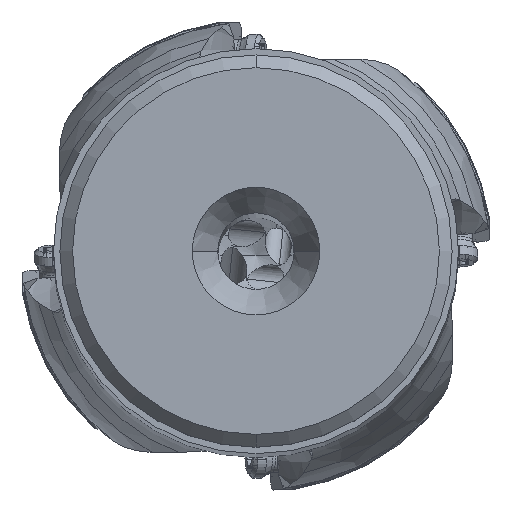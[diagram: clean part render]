
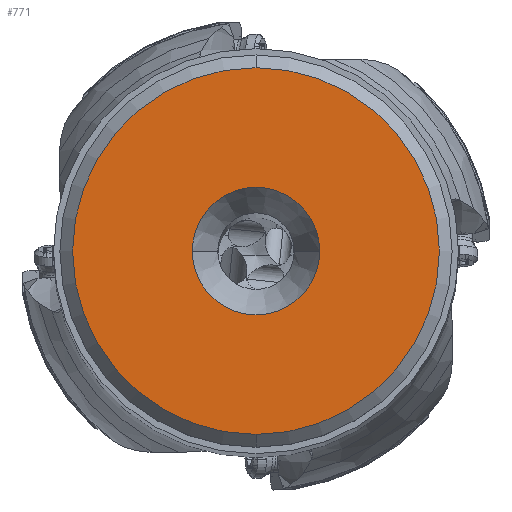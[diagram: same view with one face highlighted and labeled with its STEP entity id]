
A CAD part, top view. The second image highlights one B-rep face of the part: STEP entity #771.
In plain terms, the highlighted planar face has unit normal (0, 0, 1).
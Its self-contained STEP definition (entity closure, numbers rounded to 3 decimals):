
#771=ADVANCED_FACE('',(#1197,#1198),#1114,.T.);
#1114=PLANE('',#7667);
#1197=FACE_BOUND('',#1293,.T.);
#1198=FACE_BOUND('',#1294,.T.);
#1293=EDGE_LOOP('',(#3132,#3133,#3134,#3135));
#1294=EDGE_LOOP('',(#3136,#3137));
#2297=CIRCLE('',#7660,5.);
#2298=CIRCLE('',#7662,14.375);
#2299=CIRCLE('',#7663,14.375);
#2300=CIRCLE('',#7664,14.375);
#2301=CIRCLE('',#7665,14.375);
#2302=CIRCLE('',#7666,5.);
#3132=ORIENTED_EDGE('',*,*,#6055,.F.);
#3133=ORIENTED_EDGE('',*,*,#6056,.F.);
#3134=ORIENTED_EDGE('',*,*,#6057,.F.);
#3135=ORIENTED_EDGE('',*,*,#6058,.F.);
#3136=ORIENTED_EDGE('',*,*,#6059,.F.);
#3137=ORIENTED_EDGE('',*,*,#6054,.F.);
#5220=VERTEX_POINT('',#15080);
#5221=VERTEX_POINT('',#15082);
#5222=VERTEX_POINT('',#15086);
#5223=VERTEX_POINT('',#15087);
#5224=VERTEX_POINT('',#15089);
#5225=VERTEX_POINT('',#15091);
#6054=EDGE_CURVE('',#5221,#5220,#2297,.T.);
#6055=EDGE_CURVE('',#5222,#5223,#2298,.T.);
#6056=EDGE_CURVE('',#5224,#5222,#2299,.T.);
#6057=EDGE_CURVE('',#5225,#5224,#2300,.T.);
#6058=EDGE_CURVE('',#5223,#5225,#2301,.T.);
#6059=EDGE_CURVE('',#5220,#5221,#2302,.T.);
#7660=AXIS2_PLACEMENT_3D('',#15083,#8717,#8718);
#7662=AXIS2_PLACEMENT_3D('',#15085,#8721,#8722);
#7663=AXIS2_PLACEMENT_3D('',#15088,#8723,#8724);
#7664=AXIS2_PLACEMENT_3D('',#15090,#8725,#8726);
#7665=AXIS2_PLACEMENT_3D('',#15092,#8727,#8728);
#7666=AXIS2_PLACEMENT_3D('',#15093,#8729,#8730);
#7667=AXIS2_PLACEMENT_3D('',#15094,#8731,#8732);
#8717=DIRECTION('',(0.,0.,1.));
#8718=DIRECTION('',(1.,0.,0.));
#8721=DIRECTION('',(0.,0.,-1.));
#8722=DIRECTION('',(-1.,0.,0.));
#8723=DIRECTION('',(0.,0.,-1.));
#8724=DIRECTION('',(0.,-1.,0.));
#8725=DIRECTION('',(0.,0.,-1.));
#8726=DIRECTION('',(1.,0.,0.));
#8727=DIRECTION('',(0.,0.,-1.));
#8728=DIRECTION('',(0.,1.,0.));
#8729=DIRECTION('',(0.,0.,1.));
#8730=DIRECTION('',(-1.,0.,0.));
#8731=DIRECTION('',(0.,0.,1.));
#8732=DIRECTION('',(1.,0.,0.));
#15080=CARTESIAN_POINT('',(-5.,0.,0.));
#15082=CARTESIAN_POINT('',(5.,0.,0.));
#15083=CARTESIAN_POINT('',(0.,0.,0.));
#15085=CARTESIAN_POINT('',(0.,0.,0.));
#15086=CARTESIAN_POINT('',(-14.375,0.,0.));
#15087=CARTESIAN_POINT('',(0.,14.375,0.));
#15088=CARTESIAN_POINT('',(0.,0.,0.));
#15089=CARTESIAN_POINT('',(0.,-14.375,0.));
#15090=CARTESIAN_POINT('',(0.,0.,0.));
#15091=CARTESIAN_POINT('',(14.375,0.,0.));
#15092=CARTESIAN_POINT('',(0.,0.,0.));
#15093=CARTESIAN_POINT('',(0.,0.,0.));
#15094=CARTESIAN_POINT('',(0.,0.,0.));
